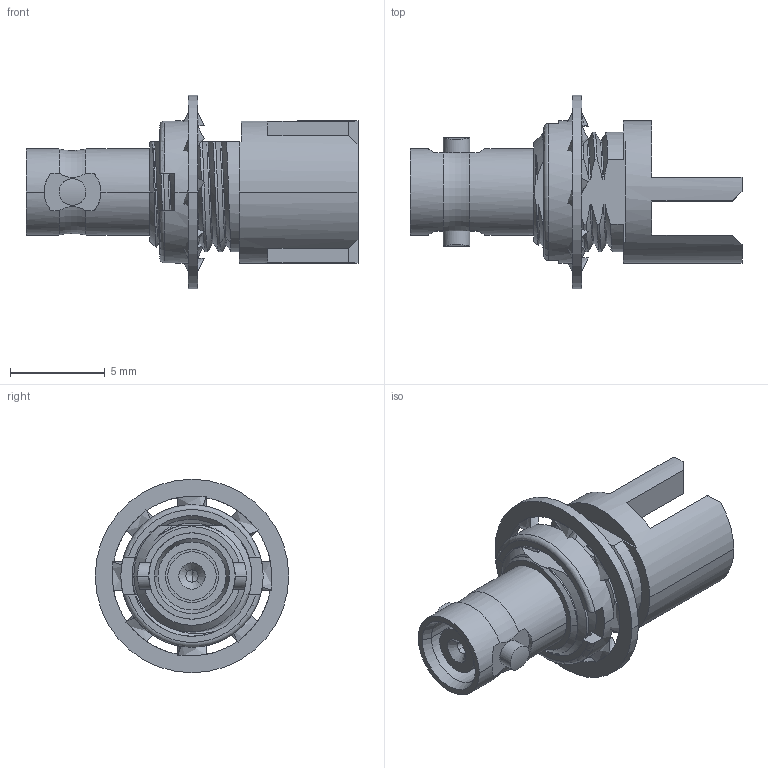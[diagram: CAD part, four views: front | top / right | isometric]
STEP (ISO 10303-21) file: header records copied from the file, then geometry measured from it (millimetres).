
FILE_DESCRIPTION((''),'2;1');
FILE_NAME('034-5037','2015-03-17T',('Rajagopal'),(''),'PRO/ENGINEER BY PARAMETRIC TECHNOLOGY CORPORATION, 2014440','PRO/ENGINEER BY PARAMETRIC TECHNOLOGY CORPORATION, 2014440','');
FILE_SCHEMA(('CONFIG_CONTROL_DESIGN'));
Length unit declared in the file: millimetre
Products named in the file (1): 034-5037
Bounding box: 17.5 x 10.2 x 10.2 mm (x, y, z)
Surface area: 740 mm2 (no closed solid volume)
Topology: 0 solids, 7 shells, 181 faces, 551 edges, 356 vertices
Faces by surface type: bspline 60, cylinder 54, plane 43, cone 20, torus 4
Entity records: 11709 total; most frequent: CARTESIAN_POINT 7186, ORIENTED_EDGE 1008, DIRECTION 761, EDGE_CURVE 549, VERTEX_POINT 356, AXIS2_PLACEMENT_3D 259, VECTOR 243, LINE 243
